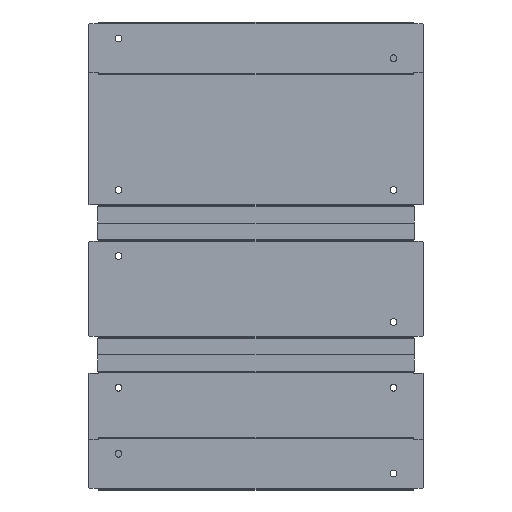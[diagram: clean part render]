
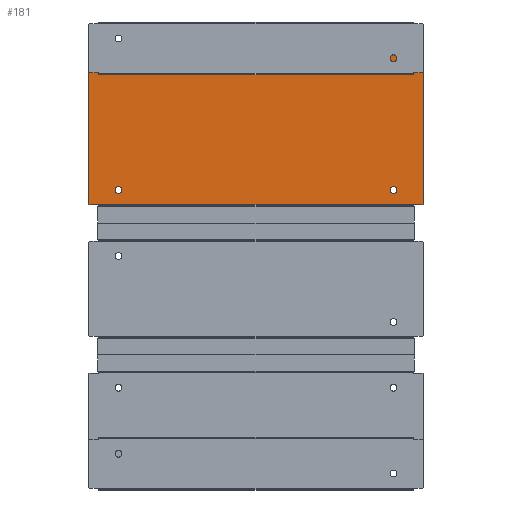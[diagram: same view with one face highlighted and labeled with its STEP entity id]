
A CAD part, front view. The second image highlights one B-rep face of the part: STEP entity #181.
In plain terms, the highlighted planar face has unit normal (0, -1, 0).
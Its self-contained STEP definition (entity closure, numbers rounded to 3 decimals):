
#181=ADVANCED_FACE('',(#445,#446,#447),#448,.F.);
#445=FACE_OUTER_BOUND('',#829,.T.);
#446=FACE_BOUND('',#830,.T.);
#447=FACE_BOUND('',#831,.T.);
#448=PLANE('',#832);
#829=EDGE_LOOP('',(#1614,#1615,#1616,#1617,#1618,#1619,#1620,#1621));
#830=EDGE_LOOP('',(#1622,#1623));
#831=EDGE_LOOP('',(#1624,#1625));
#832=AXIS2_PLACEMENT_3D('',#1626,#1627,#1628);
#1614=ORIENTED_EDGE('',*,*,#2640,.T.);
#1615=ORIENTED_EDGE('',*,*,#2641,.F.);
#1616=ORIENTED_EDGE('',*,*,#2630,.F.);
#1617=ORIENTED_EDGE('',*,*,#2628,.T.);
#1618=ORIENTED_EDGE('',*,*,#2626,.F.);
#1619=ORIENTED_EDGE('',*,*,#2624,.F.);
#1620=ORIENTED_EDGE('',*,*,#2622,.T.);
#1621=ORIENTED_EDGE('',*,*,#2620,.F.);
#1622=ORIENTED_EDGE('',*,*,#2642,.T.);
#1623=ORIENTED_EDGE('',*,*,#2643,.T.);
#1624=ORIENTED_EDGE('',*,*,#2644,.T.);
#1625=ORIENTED_EDGE('',*,*,#2645,.T.);
#1626=CARTESIAN_POINT('',(253.5,0.0,75.0));
#1627=DIRECTION('',(0.0,1.0,0.0));
#1628=DIRECTION('',(0.0,0.0,-1.0));
#2620=EDGE_CURVE('',#3147,#3149,#3150,.T.);
#2622=EDGE_CURVE('',#3152,#3149,#3153,.T.);
#2624=EDGE_CURVE('',#3152,#3155,#3156,.T.);
#2626=EDGE_CURVE('',#3155,#3158,#3159,.T.);
#2628=EDGE_CURVE('',#3161,#3158,#3162,.T.);
#2630=EDGE_CURVE('',#3161,#3164,#3165,.T.);
#2640=EDGE_CURVE('',#3147,#3177,#3180,.T.);
#2641=EDGE_CURVE('',#3164,#3177,#3181,.T.);
#2642=EDGE_CURVE('',#3182,#3183,#3184,.T.);
#2643=EDGE_CURVE('',#3183,#3182,#3185,.T.);
#2644=EDGE_CURVE('',#3186,#3187,#3188,.T.);
#2645=EDGE_CURVE('',#3187,#3186,#3189,.T.);
#3147=VERTEX_POINT('',#3955);
#3149=VERTEX_POINT('',#3958);
#3150=LINE('',#3959,#3960);
#3152=VERTEX_POINT('',#3963);
#3153=LINE('',#3964,#3965);
#3155=VERTEX_POINT('',#3968);
#3156=LINE('',#3969,#3970);
#3158=VERTEX_POINT('',#3973);
#3159=LINE('',#3974,#3975);
#3161=VERTEX_POINT('',#3978);
#3162=LINE('',#3979,#3980);
#3164=VERTEX_POINT('',#3983);
#3165=LINE('',#3984,#3985);
#3177=VERTEX_POINT('',#4001);
#3180=LINE('',#4005,#4006);
#3181=LINE('',#4007,#4008);
#3182=VERTEX_POINT('',#4009);
#3183=VERTEX_POINT('',#4010);
#3184=CIRCLE('',#4011,5.1);
#3185=CIRCLE('',#4012,5.1);
#3186=VERTEX_POINT('',#4013);
#3187=VERTEX_POINT('',#4014);
#3188=CIRCLE('',#4015,5.1);
#3189=CIRCLE('',#4016,5.1);
#3955=CARTESIAN_POINT('',(-238.5,0.0,78.0));
#3958=CARTESIAN_POINT('',(-253.5,0.0,78.0));
#3959=CARTESIAN_POINT('',(-238.5,0.0,78.0));
#3960=VECTOR('',#4844,15.0);
#3963=CARTESIAN_POINT('',(-253.5,0.0,309.0));
#3964=CARTESIAN_POINT('',(-253.5,0.0,309.0));
#3965=VECTOR('',#4846,231.0);
#3968=CARTESIAN_POINT('',(253.5,0.0,309.0));
#3969=CARTESIAN_POINT('',(-253.5,0.0,309.0));
#3970=VECTOR('',#4848,507.0);
#3973=CARTESIAN_POINT('',(253.5,0.0,78.0));
#3974=CARTESIAN_POINT('',(253.5,0.0,309.0));
#3975=VECTOR('',#4850,231.0);
#3978=CARTESIAN_POINT('',(238.5,0.0,78.0));
#3979=CARTESIAN_POINT('',(238.5,0.0,78.0));
#3980=VECTOR('',#4852,15.0);
#3983=CARTESIAN_POINT('',(238.5,0.0,77.5));
#3984=CARTESIAN_POINT('',(238.5,0.0,78.0));
#3985=VECTOR('',#4854,0.5);
#4001=CARTESIAN_POINT('',(-238.5,0.0,77.5));
#4005=CARTESIAN_POINT('',(-238.5,0.0,78.0));
#4006=VECTOR('',#4872,0.5);
#4007=CARTESIAN_POINT('',(238.5,0.0,77.5));
#4008=VECTOR('',#4873,477.0);
#4009=CARTESIAN_POINT('',(-213.6,0.0,100.0));
#4010=CARTESIAN_POINT('',(-203.4,0.0,100.0));
#4011=AXIS2_PLACEMENT_3D('',#4874,#4875,#4876);
#4012=AXIS2_PLACEMENT_3D('',#4877,#4878,#4879);
#4013=CARTESIAN_POINT('',(203.4,0.0,100.0));
#4014=CARTESIAN_POINT('',(213.6,0.0,100.0));
#4015=AXIS2_PLACEMENT_3D('',#4880,#4881,#4882);
#4016=AXIS2_PLACEMENT_3D('',#4883,#4884,#4885);
#4844=DIRECTION('',(-1.0,0.0,0.0));
#4846=DIRECTION('',(0.0,0.0,-1.0));
#4848=DIRECTION('',(1.0,0.0,0.0));
#4850=DIRECTION('',(0.0,0.0,-1.0));
#4852=DIRECTION('',(1.0,0.0,0.0));
#4854=DIRECTION('',(0.,0.0,-1.0));
#4872=DIRECTION('',(0.,-0.0,-1.0));
#4873=DIRECTION('',(-1.0,0.0,0.0));
#4874=CARTESIAN_POINT('',(-208.5,0.0,100.0));
#4875=DIRECTION('',(0.0,1.0,0.0));
#4876=DIRECTION('',(-1.0,0.0,0.0));
#4877=CARTESIAN_POINT('',(-208.5,0.0,100.0));
#4878=DIRECTION('',(-0.0,1.0,0.0));
#4879=DIRECTION('',(1.0,0.0,0.0));
#4880=CARTESIAN_POINT('',(208.5,0.0,100.0));
#4881=DIRECTION('',(0.0,1.0,0.0));
#4882=DIRECTION('',(-1.0,0.0,0.0));
#4883=CARTESIAN_POINT('',(208.5,0.0,100.0));
#4884=DIRECTION('',(-0.0,1.0,0.0));
#4885=DIRECTION('',(1.0,0.0,0.0));
